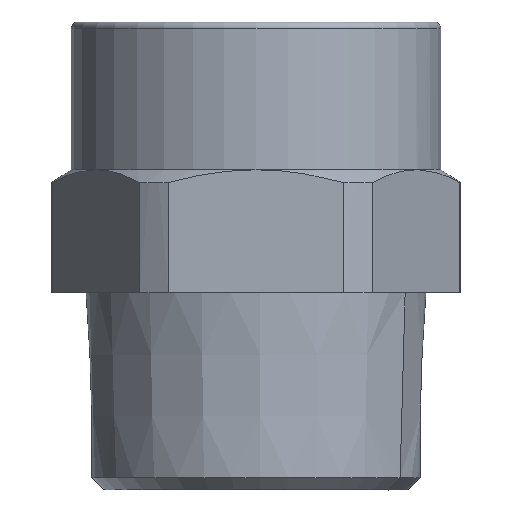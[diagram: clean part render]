
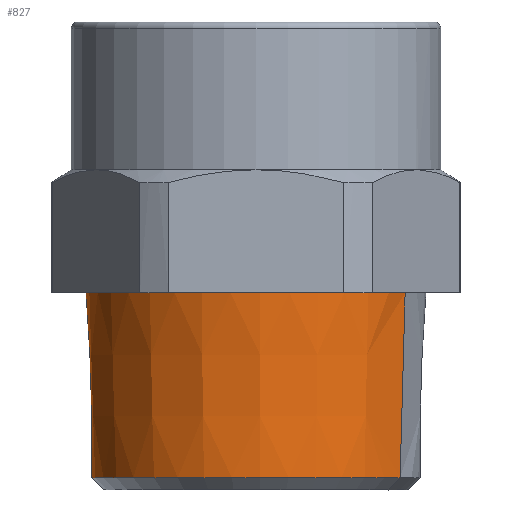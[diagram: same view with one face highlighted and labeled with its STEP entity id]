
A CAD part, left-side view. The second image highlights one B-rep face of the part: STEP entity #827.
In plain terms, the highlighted conical face has half-angle 1.78 degrees and reference radius 13.3 mm.
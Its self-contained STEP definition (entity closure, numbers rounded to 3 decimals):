
#329=AXIS2_PLACEMENT_3D('Circle Axis2P3D',#327,#328,$) ;
#806=AXIS2_PLACEMENT_3D('Cone Axis2P3D',#803,#804,#805) ;
#810=AXIS2_PLACEMENT_3D('Circle Axis2P3D',#808,#809,$) ;
#817=AXIS2_PLACEMENT_3D('Circle Axis2P3D',#815,#816,$) ;
#322=CARTESIAN_POINT('Vertex',(21.615,28.708,16.)) ;
#324=CARTESIAN_POINT('Vertex',(8.385,4.492,16.)) ;
#327=CARTESIAN_POINT('Axis2P3D Location',(15.,16.6,16.)) ;
#777=CARTESIAN_POINT('Line Origine',(7464.114,13652.111,499544.746)) ;
#781=CARTESIAN_POINT('Vertex',(21.391,28.299,1.)) ;
#784=CARTESIAN_POINT('Line Origine',(-7434.114,-13618.911,499544.746)) ;
#788=CARTESIAN_POINT('Vertex',(8.609,4.901,1.)) ;
#803=CARTESIAN_POINT('Axis2P3D Location',(15.,16.6,0.)) ;
#808=CARTESIAN_POINT('Axis2P3D Location',(15.,16.6,1.)) ;
#812=CARTESIAN_POINT('Vertex',(14.609,29.925,1.)) ;
#815=CARTESIAN_POINT('Axis2P3D Location',(15.,16.6,1.)) ;
#328=DIRECTION('Axis2P3D Direction',(0.,0.,-1.)) ;
#778=DIRECTION('Vector Direction',(0.015,0.027,1.)) ;
#785=DIRECTION('Vector Direction',(-0.015,-0.027,1.)) ;
#804=DIRECTION('Axis2P3D Direction',(0.,0.,1.)) ;
#805=DIRECTION('Axis2P3D XDirection',(0.479,0.878,0.)) ;
#809=DIRECTION('Axis2P3D Direction',(0.,0.,1.)) ;
#816=DIRECTION('Axis2P3D Direction',(0.,0.,1.)) ;
#779=VECTOR('Line Direction',#778,1.) ;
#786=VECTOR('Line Direction',#785,1.) ;
#821=ORIENTED_EDGE('',*,*,#790,.F.) ;
#822=ORIENTED_EDGE('',*,*,#331,.T.) ;
#823=ORIENTED_EDGE('',*,*,#783,.T.) ;
#824=ORIENTED_EDGE('',*,*,#814,.F.) ;
#825=ORIENTED_EDGE('',*,*,#819,.F.) ;
#827=ADVANCED_FACE('PartBody',(#826),#807,.T.) ;
#330=CIRCLE('generated circle',#329,13.797) ;
#811=CIRCLE('generated circle',#810,13.331) ;
#818=CIRCLE('generated circle',#817,13.331) ;
#807=CONICAL_SURFACE('Cone',#806,13.3,0.031) ;
#331=EDGE_CURVE('',#325,#323,#330,.T.) ;
#783=EDGE_CURVE('',#323,#782,#780,.F.) ;
#790=EDGE_CURVE('',#325,#789,#787,.F.) ;
#814=EDGE_CURVE('',#813,#782,#811,.F.) ;
#819=EDGE_CURVE('',#789,#813,#818,.F.) ;
#820=EDGE_LOOP('',(#821,#822,#823,#824,#825)) ;
#826=FACE_OUTER_BOUND('',#820,.T.) ;
#780=LINE('Line',#777,#779) ;
#787=LINE('Line',#784,#786) ;
#323=VERTEX_POINT('',#322) ;
#325=VERTEX_POINT('',#324) ;
#782=VERTEX_POINT('',#781) ;
#789=VERTEX_POINT('',#788) ;
#813=VERTEX_POINT('',#812) ;
